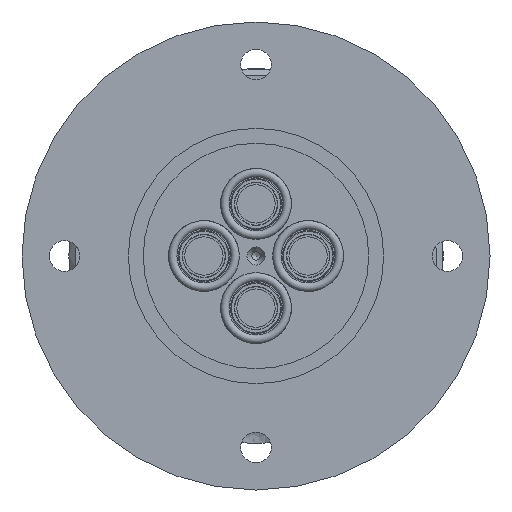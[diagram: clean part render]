
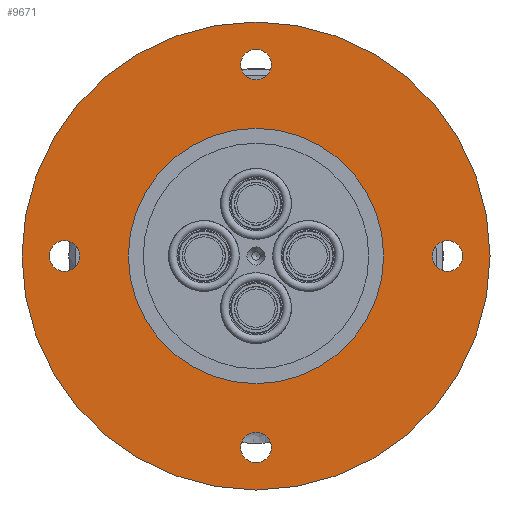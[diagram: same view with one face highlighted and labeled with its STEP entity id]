
A CAD part, left-side view. The second image highlights one B-rep face of the part: STEP entity #9671.
In plain terms, the highlighted planar face has unit normal (-1, 0, 0).
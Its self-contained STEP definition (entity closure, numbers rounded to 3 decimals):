
#410=FACE_BOUND('',#3336,.T.);
#411=FACE_BOUND('',#3337,.T.);
#412=FACE_BOUND('',#3338,.T.);
#413=FACE_BOUND('',#3339,.T.);
#414=FACE_BOUND('',#3340,.T.);
#2209=PLANE('',#10738);
#2711=FACE_OUTER_BOUND('',#3335,.T.);
#3335=EDGE_LOOP('',(#8836,#8837));
#3336=EDGE_LOOP('',(#8838,#8839));
#3337=EDGE_LOOP('',(#8840));
#3338=EDGE_LOOP('',(#8841));
#3339=EDGE_LOOP('',(#8842));
#3340=EDGE_LOOP('',(#8843));
#3786=CIRCLE('',#10718,55.);
#3787=CIRCLE('',#10719,55.);
#3790=CIRCLE('',#10723,3.6);
#3792=CIRCLE('',#10726,3.6);
#3794=CIRCLE('',#10729,3.6);
#3796=CIRCLE('',#10732,3.6);
#3800=CIRCLE('',#10739,30.);
#3801=CIRCLE('',#10740,30.);
#4752=VERTEX_POINT('',#20658);
#4753=VERTEX_POINT('',#20660);
#4755=VERTEX_POINT('',#20667);
#4757=VERTEX_POINT('',#20673);
#4759=VERTEX_POINT('',#20679);
#4761=VERTEX_POINT('',#20685);
#4765=VERTEX_POINT('',#20699);
#4766=VERTEX_POINT('',#20700);
#6121=EDGE_CURVE('',#4752,#4753,#3786,.T.);
#6122=EDGE_CURVE('',#4753,#4752,#3787,.T.);
#6126=EDGE_CURVE('',#4755,#4755,#3790,.T.);
#6129=EDGE_CURVE('',#4757,#4757,#3792,.T.);
#6132=EDGE_CURVE('',#4759,#4759,#3794,.T.);
#6135=EDGE_CURVE('',#4761,#4761,#3796,.T.);
#6141=EDGE_CURVE('',#4765,#4766,#3800,.T.);
#6142=EDGE_CURVE('',#4766,#4765,#3801,.T.);
#8836=ORIENTED_EDGE('',*,*,#6122,.F.);
#8837=ORIENTED_EDGE('',*,*,#6121,.F.);
#8838=ORIENTED_EDGE('',*,*,#6141,.T.);
#8839=ORIENTED_EDGE('',*,*,#6142,.T.);
#8840=ORIENTED_EDGE('',*,*,#6135,.F.);
#8841=ORIENTED_EDGE('',*,*,#6132,.F.);
#8842=ORIENTED_EDGE('',*,*,#6129,.F.);
#8843=ORIENTED_EDGE('',*,*,#6126,.F.);
#9671=ADVANCED_FACE('',(#2711,#410,#411,#412,#413,#414),#2209,.F.);
#10718=AXIS2_PLACEMENT_3D('',#20661,#13258,#13259);
#10719=AXIS2_PLACEMENT_3D('',#20662,#13260,#13261);
#10723=AXIS2_PLACEMENT_3D('',#20669,#13269,#13270);
#10726=AXIS2_PLACEMENT_3D('',#20675,#13276,#13277);
#10729=AXIS2_PLACEMENT_3D('',#20681,#13283,#13284);
#10732=AXIS2_PLACEMENT_3D('',#20687,#13290,#13291);
#10738=AXIS2_PLACEMENT_3D('',#20698,#13304,#13305);
#10739=AXIS2_PLACEMENT_3D('',#20701,#13306,#13307);
#10740=AXIS2_PLACEMENT_3D('',#20702,#13308,#13309);
#13258=DIRECTION('center_axis',(1.,0.,0.));
#13259=DIRECTION('ref_axis',(0.,-1.,0.));
#13260=DIRECTION('center_axis',(1.,0.,0.));
#13261=DIRECTION('ref_axis',(0.,-1.,0.));
#13269=DIRECTION('center_axis',(-1.,0.,0.));
#13270=DIRECTION('ref_axis',(0.,0.,-1.));
#13276=DIRECTION('center_axis',(-1.,0.,0.));
#13277=DIRECTION('ref_axis',(0.,1.,0.));
#13283=DIRECTION('center_axis',(-1.,0.,0.));
#13284=DIRECTION('ref_axis',(0.,0.,1.));
#13290=DIRECTION('center_axis',(-1.,0.,0.));
#13291=DIRECTION('ref_axis',(0.,-1.,0.));
#13304=DIRECTION('center_axis',(1.,0.,0.));
#13305=DIRECTION('ref_axis',(0.,0.,-1.));
#13306=DIRECTION('center_axis',(1.,0.,0.));
#13307=DIRECTION('ref_axis',(0.,0.,1.));
#13308=DIRECTION('center_axis',(1.,0.,0.));
#13309=DIRECTION('ref_axis',(0.,0.,1.));
#20658=CARTESIAN_POINT('',(4.,55.,0.));
#20660=CARTESIAN_POINT('',(4.,0.,55.));
#20661=CARTESIAN_POINT('Origin',(4.,0.,0.));
#20662=CARTESIAN_POINT('Origin',(4.,0.,0.));
#20667=CARTESIAN_POINT('',(4.,0.,-41.4));
#20669=CARTESIAN_POINT('Origin',(4.,0.,-45.));
#20673=CARTESIAN_POINT('',(4.,41.4,0.));
#20675=CARTESIAN_POINT('Origin',(4.,45.,0.));
#20679=CARTESIAN_POINT('',(4.,0.,41.4));
#20681=CARTESIAN_POINT('Origin',(4.,0.,45.));
#20685=CARTESIAN_POINT('',(4.,-41.4,0.));
#20687=CARTESIAN_POINT('Origin',(4.,-45.,0.));
#20698=CARTESIAN_POINT('Origin',(4.,0.,43.));
#20699=CARTESIAN_POINT('',(4.,0.,30.));
#20700=CARTESIAN_POINT('',(4.,0.,-30.));
#20701=CARTESIAN_POINT('Origin',(4.,0.,0.));
#20702=CARTESIAN_POINT('Origin',(4.,0.,0.));
